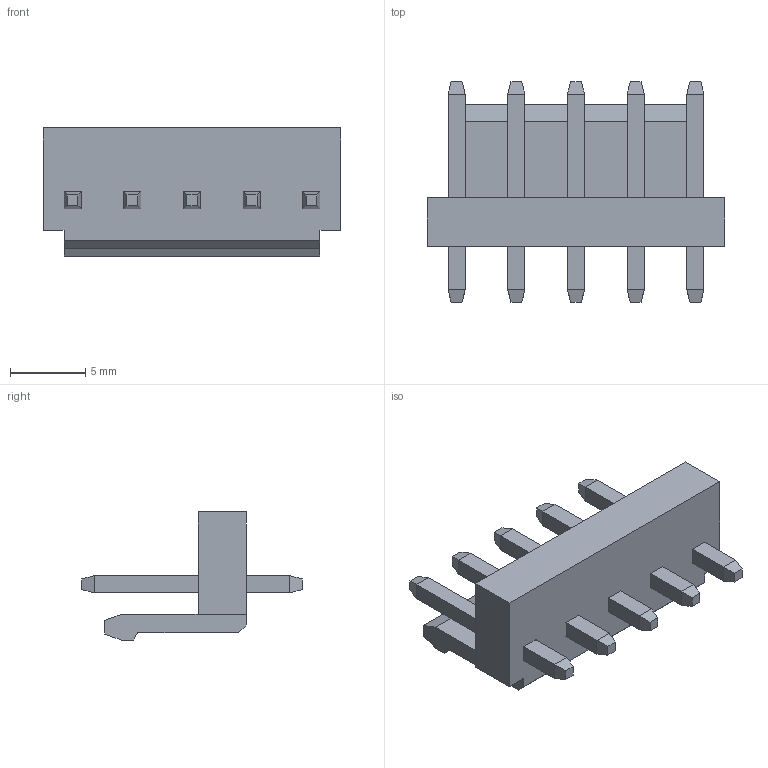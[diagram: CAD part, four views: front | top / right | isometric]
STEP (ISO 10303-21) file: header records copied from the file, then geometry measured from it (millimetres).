
FILE_DESCRIPTION (( 'STEP AP214' ), '1' );
FILE_NAME ('B5P-VH.STEP', '2023-12-10T14:15:23', ( '' ), ( '' ), 'SwSTEP 2.0', 'SolidWorks 2021', '' );
FILE_SCHEMA (( 'AUTOMOTIVE_DESIGN' ));
Length unit declared in the file: millimetre
Products named in the file (3): pin; BxP-VH_5; B5P-VH
Assembly tree (6 placements, depth 2):
  B5P-VH
    BxP-VH_5
    pin  x5
Bounding box: 19.74 x 14.6 x 8.5 mm (x, y, z)
Volume: 699.6 mm3; surface area: 1102.4 mm2
Topology: 6 solids, 6 shells, 107 faces, 243 edges, 148 vertices
Faces by surface type: plane 107
Entity records: 1667 total; most frequent: CARTESIAN_POINT 275, ORIENTED_EDGE 262, DIRECTION 251, VECTOR 131, LINE 131, EDGE_CURVE 131, VERTEX_POINT 84, EDGE_LOOP 61
